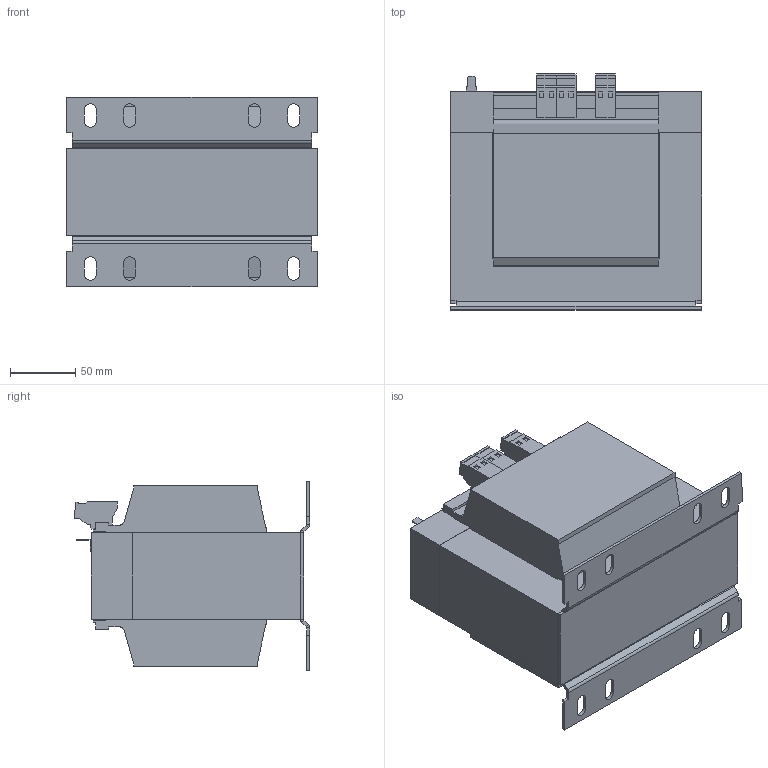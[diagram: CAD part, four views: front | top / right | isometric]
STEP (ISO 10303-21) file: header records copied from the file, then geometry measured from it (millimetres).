
FILE_DESCRIPTION (( 'STEP AP214' ), '1' );
FILE_NAME ('223784.STEP', '2020-06-25T06:40:47', ( '' ), ( '' ), 'SwSTEP 2.0', 'SolidWorks 2018', '' );
FILE_SCHEMA (( 'AUTOMOTIVE_DESIGN' ));
Length unit declared in the file: millimetre
Products named in the file (1): 223784
Bounding box: 192 x 180.3 x 145 mm (x, y, z)
Volume: 3075421.9 mm3; surface area: 245062.1 mm2
Topology: 1 solids, 1 shells, 281 faces, 737 edges, 474 vertices
Faces by surface type: plane 235, cylinder 46
Entity records: 8839 total; most frequent: CARTESIAN_POINT 1493, ORIENTED_EDGE 1474, DIRECTION 1393, EDGE_CURVE 737, VECTOR 645, LINE 645, VERTEX_POINT 474, AXIS2_PLACEMENT_3D 374
